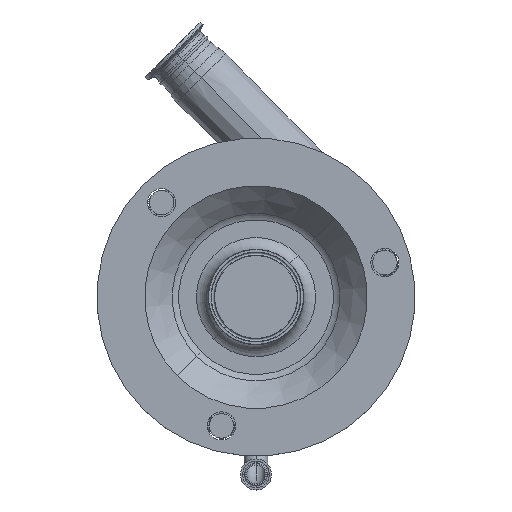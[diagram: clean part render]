
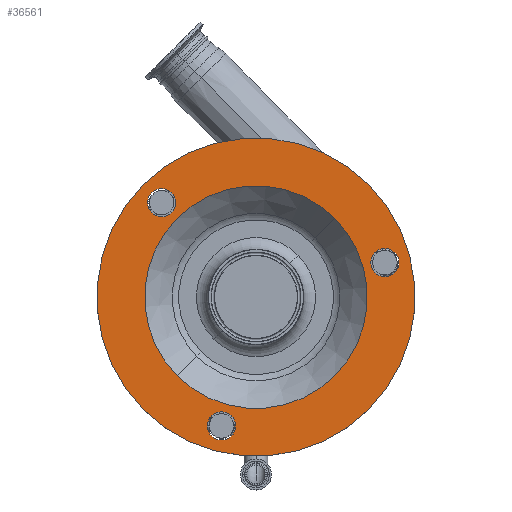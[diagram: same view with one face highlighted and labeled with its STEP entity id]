
A CAD part, top view. The second image highlights one B-rep face of the part: STEP entity #36561.
In plain terms, the highlighted planar face has unit normal (0, 0, 1).
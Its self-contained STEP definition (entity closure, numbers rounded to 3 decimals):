
#128 = EDGE_CURVE ( 'NONE', #34606, #35370, #11268, .T. ) ;
#307 = EDGE_CURVE ( 'NONE', #1852, #15669, #3716, .T. ) ;
#374 = EDGE_CURVE ( 'NONE', #640, #37207, #34692, .T. ) ;
#640 = VERTEX_POINT ( 'NONE', #37069 ) ;
#1119 = CARTESIAN_POINT ( 'NONE',  ( -28.211, -105.286, 231. ) ) ;
#1203 = FACE_OUTER_BOUND ( 'NONE', #8007, .T. ) ;
#1358 = ORIENTED_EDGE ( 'NONE', *, *, #15322, .F. ) ;
#1852 = VERTEX_POINT ( 'NONE', #17865 ) ;
#1957 = DIRECTION ( 'NONE',  ( 0., 0., 1. ) ) ;
#2174 = CARTESIAN_POINT ( 'NONE',  ( 0., 0., 231. ) ) ;
#2200 = AXIS2_PLACEMENT_3D ( 'NONE', #37522, #10367, #25244 ) ;
#2272 = EDGE_LOOP ( 'NONE', ( #1358, #10441 ) ) ;
#2609 = CARTESIAN_POINT ( 'NONE',  ( 64.347, 64.347, 231. ) ) ;
#3156 = DIRECTION ( 'NONE',  ( 0., 0., 1. ) ) ;
#3391 = EDGE_LOOP ( 'NONE', ( #38464, #31703 ) ) ;
#3716 = CIRCLE ( 'NONE', #6837, 11.5 ) ;
#4157 = CIRCLE ( 'NONE', #20622, 91. ) ;
#4223 = CARTESIAN_POINT ( 'NONE',  ( -85.206, 68.943, 231. ) ) ;
#4491 = DIRECTION ( 'NONE',  ( 0., 0., 1. ) ) ;
#4549 = DIRECTION ( 'NONE',  ( 0., 0., 1. ) ) ;
#4669 = CARTESIAN_POINT ( 'NONE',  ( 0., 0., 231. ) ) ;
#4686 = CARTESIAN_POINT ( 'NONE',  ( -68.943, 85.206, 231. ) ) ;
#5556 = AXIS2_PLACEMENT_3D ( 'NONE', #11031, #1957, #19970 ) ;
#6623 = CARTESIAN_POINT ( 'NONE',  ( -39.319, -102.309, 231. ) ) ;
#6837 = AXIS2_PLACEMENT_3D ( 'NONE', #31851, #4549, #38217 ) ;
#7080 = DIRECTION ( 'NONE',  ( -0.966, 0.259, 0. ) ) ;
#8007 = EDGE_LOOP ( 'NONE', ( #13743, #19771 ) ) ;
#9714 = CIRCLE ( 'NONE', #26805, 11.5 ) ;
#9896 = FACE_BOUND ( 'NONE', #2272, .T. ) ;
#10367 = DIRECTION ( 'NONE',  ( 0., 0., 1. ) ) ;
#10441 = ORIENTED_EDGE ( 'NONE', *, *, #10849, .F. ) ;
#10446 = DIRECTION ( 'NONE',  ( 0.707, 0.707, 0. ) ) ;
#10849 = EDGE_CURVE ( 'NONE', #14728, #20663, #4157, .T. ) ;
#10932 = CARTESIAN_POINT ( 'NONE',  ( -77.075, 77.075, 231. ) ) ;
#11031 = CARTESIAN_POINT ( 'NONE',  ( 0., 0., 231. ) ) ;
#11268 = CIRCLE ( 'NONE', #27732, 11.5 ) ;
#11980 = AXIS2_PLACEMENT_3D ( 'NONE', #31096, #16050, #16239 ) ;
#12420 = DIRECTION ( 'NONE',  ( 0.259, -0.966, 0. ) ) ;
#12942 = EDGE_CURVE ( 'NONE', #19976, #33465, #21087, .T. ) ;
#13718 = DIRECTION ( 'NONE',  ( 0.707, 0.707, 0. ) ) ;
#13743 = ORIENTED_EDGE ( 'NONE', *, *, #18454, .T. ) ;
#13979 = DIRECTION ( 'NONE',  ( 0.707, 0.707, 0. ) ) ;
#14176 = AXIS2_PLACEMENT_3D ( 'NONE', #27314, #3156, #12420 ) ;
#14244 = DIRECTION ( 'NONE',  ( 0., 0., 1. ) ) ;
#14724 = EDGE_LOOP ( 'NONE', ( #20039, #38624 ) ) ;
#14728 = VERTEX_POINT ( 'NONE', #34723 ) ;
#15322 = EDGE_CURVE ( 'NONE', #20663, #14728, #26409, .T. ) ;
#15669 = VERTEX_POINT ( 'NONE', #33242 ) ;
#15675 = FACE_BOUND ( 'NONE', #3391, .T. ) ;
#16050 = DIRECTION ( 'NONE',  ( 0., 0., -1. ) ) ;
#16239 = DIRECTION ( 'NONE',  ( 0., -1., 0. ) ) ;
#16760 = DIRECTION ( 'NONE',  ( 0., 0., 1. ) ) ;
#17479 = ORIENTED_EDGE ( 'NONE', *, *, #307, .F. ) ;
#17865 = CARTESIAN_POINT ( 'NONE',  ( 102.309, 39.319, 231. ) ) ;
#17880 = EDGE_CURVE ( 'NONE', #15669, #1852, #35040, .T. ) ;
#18454 = EDGE_CURVE ( 'NONE', #37207, #640, #30635, .T. ) ;
#18471 = FACE_BOUND ( 'NONE', #31309, .T. ) ;
#19152 = DIRECTION ( 'NONE',  ( 0., 0., 1. ) ) ;
#19322 = CARTESIAN_POINT ( 'NONE',  ( -77.075, 77.075, 231. ) ) ;
#19771 = ORIENTED_EDGE ( 'NONE', *, *, #374, .T. ) ;
#19970 = DIRECTION ( 'NONE',  ( 0.707, 0.707, 0. ) ) ;
#19976 = VERTEX_POINT ( 'NONE', #4686 ) ;
#20039 = ORIENTED_EDGE ( 'NONE', *, *, #26203, .F. ) ;
#20305 = AXIS2_PLACEMENT_3D ( 'NONE', #10932, #26414, #13718 ) ;
#20622 = AXIS2_PLACEMENT_3D ( 'NONE', #4669, #23278, #29210 ) ;
#20663 = VERTEX_POINT ( 'NONE', #2609 ) ;
#21087 = CIRCLE ( 'NONE', #33721, 11.5 ) ;
#23278 = DIRECTION ( 'NONE',  ( 0., 0., 1. ) ) ;
#25244 = DIRECTION ( 'NONE',  ( 0.707, 0.707, 0. ) ) ;
#26203 = EDGE_CURVE ( 'NONE', #35370, #34606, #9714, .T. ) ;
#26409 = CIRCLE ( 'NONE', #5556, 91. ) ;
#26414 = DIRECTION ( 'NONE',  ( 0., 0., 1. ) ) ;
#26805 = AXIS2_PLACEMENT_3D ( 'NONE', #33127, #19152, #7080 ) ;
#27314 = CARTESIAN_POINT ( 'NONE',  ( 105.286, 28.211, 231. ) ) ;
#27732 = AXIS2_PLACEMENT_3D ( 'NONE', #1119, #4491, #34781 ) ;
#29210 = DIRECTION ( 'NONE',  ( 0.707, 0.707, 0. ) ) ;
#29672 = CARTESIAN_POINT ( 'NONE',  ( 91.924, 91.924, 231. ) ) ;
#30635 = CIRCLE ( 'NONE', #2200, 130. ) ;
#31096 = CARTESIAN_POINT ( 'NONE',  ( -27.577, 27.577, 231. ) ) ;
#31309 = EDGE_LOOP ( 'NONE', ( #36488, #17479 ) ) ;
#31581 = CARTESIAN_POINT ( 'NONE',  ( -17.103, -108.262, 231. ) ) ;
#31703 = ORIENTED_EDGE ( 'NONE', *, *, #36029, .F. ) ;
#31851 = CARTESIAN_POINT ( 'NONE',  ( 105.286, 28.211, 231. ) ) ;
#33127 = CARTESIAN_POINT ( 'NONE',  ( -28.211, -105.286, 231. ) ) ;
#33242 = CARTESIAN_POINT ( 'NONE',  ( 108.262, 17.103, 231. ) ) ;
#33465 = VERTEX_POINT ( 'NONE', #4223 ) ;
#33721 = AXIS2_PLACEMENT_3D ( 'NONE', #19322, #16760, #13979 ) ;
#34606 = VERTEX_POINT ( 'NONE', #31581 ) ;
#34692 = CIRCLE ( 'NONE', #35995, 130. ) ;
#34723 = CARTESIAN_POINT ( 'NONE',  ( -64.347, -64.347, 231. ) ) ;
#34781 = DIRECTION ( 'NONE',  ( -0.966, 0.259, 0. ) ) ;
#35040 = CIRCLE ( 'NONE', #14176, 11.5 ) ;
#35370 = VERTEX_POINT ( 'NONE', #6623 ) ;
#35501 = CIRCLE ( 'NONE', #20305, 11.5 ) ;
#35995 = AXIS2_PLACEMENT_3D ( 'NONE', #2174, #14244, #10446 ) ;
#36029 = EDGE_CURVE ( 'NONE', #33465, #19976, #35501, .T. ) ;
#36488 = ORIENTED_EDGE ( 'NONE', *, *, #17880, .F. ) ;
#36561 = ADVANCED_FACE ( 'NONE', ( #1203, #18471, #36683, #15675, #9896 ), #37246, .F. ) ;
#36683 = FACE_BOUND ( 'NONE', #14724, .T. ) ;
#37069 = CARTESIAN_POINT ( 'NONE',  ( -91.924, -91.924, 231. ) ) ;
#37207 = VERTEX_POINT ( 'NONE', #29672 ) ;
#37246 = PLANE ( 'NONE',  #11980 ) ;
#37522 = CARTESIAN_POINT ( 'NONE',  ( 0., 0., 231. ) ) ;
#38217 = DIRECTION ( 'NONE',  ( 0.259, -0.966, 0. ) ) ;
#38464 = ORIENTED_EDGE ( 'NONE', *, *, #12942, .F. ) ;
#38624 = ORIENTED_EDGE ( 'NONE', *, *, #128, .F. ) ;
